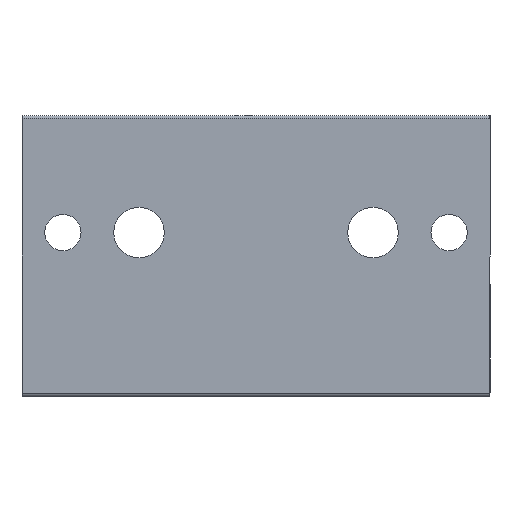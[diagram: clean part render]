
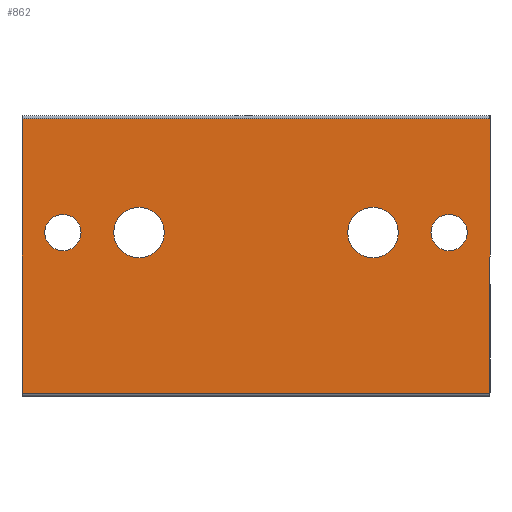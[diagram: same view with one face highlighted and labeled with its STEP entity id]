
A CAD part, front view. The second image highlights one B-rep face of the part: STEP entity #862.
In plain terms, the highlighted planar face has unit normal (0, -1, 0).
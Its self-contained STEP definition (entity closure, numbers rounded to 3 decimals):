
#7 = EDGE_CURVE ( 'NONE', #816, #810, #1186, .T. ) ;
#18 = EDGE_CURVE ( 'NONE', #1302, #865, #1197, .T. ) ;
#57 = CARTESIAN_POINT ( 'NONE',  ( 33., 0., 4. ) ) ;
#77 = DIRECTION ( 'NONE',  ( 0., 1., 0. ) ) ;
#78 = CARTESIAN_POINT ( 'NONE',  ( 33., 0., 4. ) ) ;
#105 = DIRECTION ( 'NONE',  ( -1., 0., 0. ) ) ;
#107 = CARTESIAN_POINT ( 'NONE',  ( 20., 0., 4. ) ) ;
#110 = DIRECTION ( 'NONE',  ( 0., 0., -1. ) ) ;
#116 = DIRECTION ( 'NONE',  ( 0., 0., 1. ) ) ;
#122 = CARTESIAN_POINT ( 'NONE',  ( -20., 0., 4. ) ) ;
#132 = DIRECTION ( 'NONE',  ( 0., 0., 1. ) ) ;
#134 = CARTESIAN_POINT ( 'NONE',  ( 40., 0., -23.5 ) ) ;
#137 = DIRECTION ( 'NONE',  ( 0., 1., 0. ) ) ;
#170 = PLANE ( 'NONE',  #997 ) ;
#189 = CARTESIAN_POINT ( 'NONE',  ( 40., 0., 23.5 ) ) ;
#191 = CARTESIAN_POINT ( 'NONE',  ( -20., 0., -0.318 ) ) ;
#194 = DIRECTION ( 'NONE',  ( 0., 0., 1. ) ) ;
#197 = DIRECTION ( 'NONE',  ( 0., 1., 0. ) ) ;
#199 = CARTESIAN_POINT ( 'NONE',  ( -20., 0., 4. ) ) ;
#200 = CARTESIAN_POINT ( 'NONE',  ( 40., 0., -23.5 ) ) ;
#205 = CARTESIAN_POINT ( 'NONE',  ( 33., 0., 0.9 ) ) ;
#207 = CARTESIAN_POINT ( 'NONE',  ( -33., 0., 0.9 ) ) ;
#223 = DIRECTION ( 'NONE',  ( 0., 1., 0. ) ) ;
#228 = CARTESIAN_POINT ( 'NONE',  ( 33., 0., 7.1 ) ) ;
#231 = CARTESIAN_POINT ( 'NONE',  ( -33., 0., 4. ) ) ;
#234 = CARTESIAN_POINT ( 'NONE',  ( 40., 0., -24. ) ) ;
#235 = CARTESIAN_POINT ( 'NONE',  ( 20., 0., 4. ) ) ;
#250 = DIRECTION ( 'NONE',  ( 0., 1., 0. ) ) ;
#262 = CARTESIAN_POINT ( 'NONE',  ( -40., 0., -23.5 ) ) ;
#267 = CARTESIAN_POINT ( 'NONE',  ( -40., 0., 23.5 ) ) ;
#278 = DIRECTION ( 'NONE',  ( 1., 0., 0. ) ) ;
#283 = DIRECTION ( 'NONE',  ( 0., 1., 0. ) ) ;
#289 = CARTESIAN_POINT ( 'NONE',  ( 40., 0., 24. ) ) ;
#290 = DIRECTION ( 'NONE',  ( 0., 0., 1. ) ) ;
#295 = DIRECTION ( 'NONE',  ( 0., 0., -1. ) ) ;
#304 = CARTESIAN_POINT ( 'NONE',  ( -33., 0., 4. ) ) ;
#323 = CARTESIAN_POINT ( 'NONE',  ( 20., 0., -0.318 ) ) ;
#390 = CARTESIAN_POINT ( 'NONE',  ( 20., 0., 8.318 ) ) ;
#413 = CARTESIAN_POINT ( 'NONE',  ( -33., 0., 7.1 ) ) ;
#427 = DIRECTION ( 'NONE',  ( 0., 0., 1. ) ) ;
#438 = DIRECTION ( 'NONE',  ( 0., 1., 0. ) ) ;
#463 = CARTESIAN_POINT ( 'NONE',  ( -40., 0., -24. ) ) ;
#465 = DIRECTION ( 'NONE',  ( 0., 0., 1. ) ) ;
#472 = DIRECTION ( 'NONE',  ( 0., 0., -1. ) ) ;
#475 = DIRECTION ( 'NONE',  ( 0., 0., -1. ) ) ;
#484 = CARTESIAN_POINT ( 'NONE',  ( -20., 0., 8.318 ) ) ;
#486 = DIRECTION ( 'NONE',  ( 0., 1., 0. ) ) ;
#499 = DIRECTION ( 'NONE',  ( 0., 1., 0. ) ) ;
#505 = DIRECTION ( 'NONE',  ( 0., 0., -1. ) ) ;
#522 = CARTESIAN_POINT ( 'NONE',  ( 40., 0., 23.5 ) ) ;
#530 = CIRCLE ( 'NONE', #924, 3.1 ) ;
#532 = CIRCLE ( 'NONE', #1020, 4.318 ) ;
#540 = CIRCLE ( 'NONE', #999, 3.1 ) ;
#542 = LINE ( 'NONE', #200, #544 ) ;
#544 = VECTOR ( 'NONE', #278, 1000. ) ;
#552 = LINE ( 'NONE', #522, #555 ) ;
#555 = VECTOR ( 'NONE', #105, 1000. ) ;
#573 = LINE ( 'NONE', #234, #576 ) ;
#575 = CIRCLE ( 'NONE', #949, 3.1 ) ;
#576 = VECTOR ( 'NONE', #505, 1000. ) ;
#607 = CIRCLE ( 'NONE', #1038, 3.1 ) ;
#635 = EDGE_LOOP ( 'NONE', ( #683, #680, #1173, #1077 ) ) ;
#639 = EDGE_LOOP ( 'NONE', ( #1118, #693 ) ) ;
#640 = EDGE_LOOP ( 'NONE', ( #1119, #788 ) ) ;
#641 = EDGE_LOOP ( 'NONE', ( #660, #1170 ) ) ;
#650 = EDGE_LOOP ( 'NONE', ( #1072, #1083 ) ) ;
#660 = ORIENTED_EDGE ( 'NONE', *, *, #1056, .T. ) ;
#680 = ORIENTED_EDGE ( 'NONE', *, *, #975, .T. ) ;
#683 = ORIENTED_EDGE ( 'NONE', *, *, #1001, .F. ) ;
#693 = ORIENTED_EDGE ( 'NONE', *, *, #1002, .T. ) ;
#769 = FACE_BOUND ( 'NONE', #640, .T. ) ;
#770 = FACE_OUTER_BOUND ( 'NONE', #635, .T. ) ;
#771 = FACE_BOUND ( 'NONE', #650, .T. ) ;
#772 = FACE_BOUND ( 'NONE', #639, .T. ) ;
#774 = FACE_BOUND ( 'NONE', #641, .T. ) ;
#776 = CIRCLE ( 'NONE', #899, 4.318 ) ;
#779 = CIRCLE ( 'NONE', #897, 4.318 ) ;
#788 = ORIENTED_EDGE ( 'NONE', *, *, #895, .T. ) ;
#810 = VERTEX_POINT ( 'NONE', #390 ) ;
#812 = VERTEX_POINT ( 'NONE', #413 ) ;
#816 = VERTEX_POINT ( 'NONE', #323 ) ;
#862 = ADVANCED_FACE ( 'NONE', ( #772, #774, #771, #769, #770 ), #170, .F. ) ;
#865 = VERTEX_POINT ( 'NONE', #267 ) ;
#870 = VERTEX_POINT ( 'NONE', #189 ) ;
#876 = VERTEX_POINT ( 'NONE', #134 ) ;
#895 = EDGE_CURVE ( 'NONE', #1223, #1216, #776, .T. ) ;
#897 = AXIS2_PLACEMENT_3D ( 'NONE', #235, #438, #475 ) ;
#899 = AXIS2_PLACEMENT_3D ( 'NONE', #122, #486, #465 ) ;
#900 = EDGE_CURVE ( 'NONE', #810, #816, #779, .T. ) ;
#920 = EDGE_CURVE ( 'NONE', #1221, #1211, #530, .T. ) ;
#924 = AXIS2_PLACEMENT_3D ( 'NONE', #57, #499, #472 ) ;
#934 = EDGE_CURVE ( 'NONE', #1216, #1223, #532, .T. ) ;
#949 = AXIS2_PLACEMENT_3D ( 'NONE', #78, #77, #295 ) ;
#952 = EDGE_CURVE ( 'NONE', #1302, #876, #542, .T. ) ;
#953 = EDGE_CURVE ( 'NONE', #1287, #812, #540, .T. ) ;
#968 = AXIS2_PLACEMENT_3D ( 'NONE', #107, #223, #110 ) ;
#975 = EDGE_CURVE ( 'NONE', #870, #865, #552, .T. ) ;
#997 = AXIS2_PLACEMENT_3D ( 'NONE', #289, #283, #116 ) ;
#999 = AXIS2_PLACEMENT_3D ( 'NONE', #304, #137, #290 ) ;
#1001 = EDGE_CURVE ( 'NONE', #870, #876, #573, .T. ) ;
#1002 = EDGE_CURVE ( 'NONE', #1211, #1221, #575, .T. ) ;
#1020 = AXIS2_PLACEMENT_3D ( 'NONE', #199, #250, #194 ) ;
#1038 = AXIS2_PLACEMENT_3D ( 'NONE', #231, #197, #132 ) ;
#1056 = EDGE_CURVE ( 'NONE', #812, #1287, #607, .T. ) ;
#1072 = ORIENTED_EDGE ( 'NONE', *, *, #900, .T. ) ;
#1077 = ORIENTED_EDGE ( 'NONE', *, *, #952, .T. ) ;
#1083 = ORIENTED_EDGE ( 'NONE', *, *, #7, .T. ) ;
#1118 = ORIENTED_EDGE ( 'NONE', *, *, #920, .T. ) ;
#1119 = ORIENTED_EDGE ( 'NONE', *, *, #934, .T. ) ;
#1170 = ORIENTED_EDGE ( 'NONE', *, *, #953, .T. ) ;
#1173 = ORIENTED_EDGE ( 'NONE', *, *, #18, .F. ) ;
#1186 = CIRCLE ( 'NONE', #968, 4.318 ) ;
#1197 = LINE ( 'NONE', #463, #1204 ) ;
#1204 = VECTOR ( 'NONE', #427, 1000. ) ;
#1211 = VERTEX_POINT ( 'NONE', #205 ) ;
#1216 = VERTEX_POINT ( 'NONE', #484 ) ;
#1221 = VERTEX_POINT ( 'NONE', #228 ) ;
#1223 = VERTEX_POINT ( 'NONE', #191 ) ;
#1287 = VERTEX_POINT ( 'NONE', #207 ) ;
#1302 = VERTEX_POINT ( 'NONE', #262 ) ;
